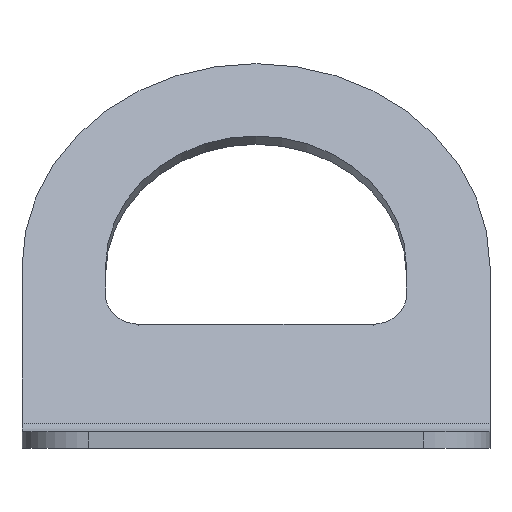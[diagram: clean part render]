
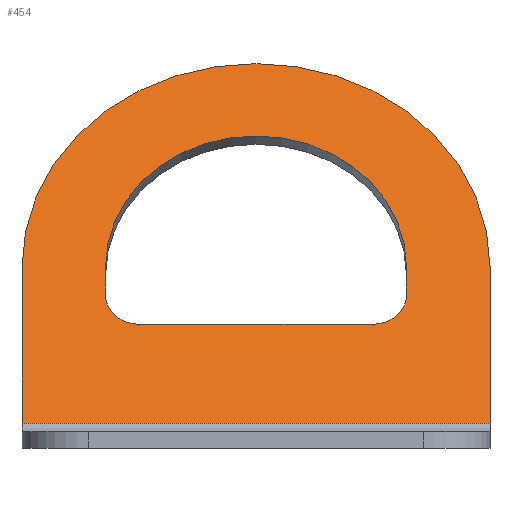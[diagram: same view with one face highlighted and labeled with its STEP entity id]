
A CAD part, front view. The second image highlights one B-rep face of the part: STEP entity #454.
In plain terms, the highlighted planar face has unit normal (0, -0.866, 0.5).
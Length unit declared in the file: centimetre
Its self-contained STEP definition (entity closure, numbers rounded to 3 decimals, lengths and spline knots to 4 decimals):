
#20=FACE_BOUND('',#90,.T.);
#34=PLANE('',#504);
#60=FACE_OUTER_BOUND('',#89,.T.);
#89=EDGE_LOOP('',(#399,#400,#401,#402));
#90=EDGE_LOOP('',(#403,#404,#405,#406,#407,#408));
#118=LINE('',#726,#158);
#122=LINE('',#736,#162);
#125=LINE('',#744,#165);
#128=LINE('',#751,#168);
#129=LINE('',#754,#169);
#132=LINE('',#765,#172);
#158=VECTOR('',#586,0.2286);
#162=VECTOR('',#596,1.);
#165=VECTOR('',#605,1.);
#168=VECTOR('',#614,1.);
#169=VECTOR('',#617,1.);
#172=VECTOR('',#634,1.);
#189=CIRCLE('',#484,2.2225);
#190=CIRCLE('',#487,0.3175);
#191=CIRCLE('',#490,0.3175);
#192=CIRCLE('',#493,1.4288);
#224=VERTEX_POINT('',#719);
#225=VERTEX_POINT('',#720);
#226=VERTEX_POINT('',#725);
#227=VERTEX_POINT('',#729);
#228=VERTEX_POINT('',#730);
#229=VERTEX_POINT('',#735);
#230=VERTEX_POINT('',#739);
#231=VERTEX_POINT('',#743);
#232=VERTEX_POINT('',#747);
#233=VERTEX_POINT('',#753);
#270=EDGE_CURVE('',#224,#225,#189,.T.);
#273=EDGE_CURVE('',#226,#225,#118,.T.);
#275=EDGE_CURVE('',#227,#228,#190,.T.);
#278=EDGE_CURVE('',#229,#228,#122,.T.);
#280=EDGE_CURVE('',#229,#230,#191,.T.);
#282=EDGE_CURVE('',#231,#230,#125,.T.);
#284=EDGE_CURVE('',#232,#231,#192,.T.);
#286=EDGE_CURVE('',#227,#232,#128,.T.);
#287=EDGE_CURVE('',#233,#226,#129,.T.);
#294=EDGE_CURVE('',#224,#233,#132,.T.);
#399=ORIENTED_EDGE('',*,*,#270,.F.);
#400=ORIENTED_EDGE('',*,*,#294,.T.);
#401=ORIENTED_EDGE('',*,*,#287,.T.);
#402=ORIENTED_EDGE('',*,*,#273,.T.);
#403=ORIENTED_EDGE('',*,*,#282,.T.);
#404=ORIENTED_EDGE('',*,*,#280,.F.);
#405=ORIENTED_EDGE('',*,*,#278,.T.);
#406=ORIENTED_EDGE('',*,*,#275,.F.);
#407=ORIENTED_EDGE('',*,*,#286,.T.);
#408=ORIENTED_EDGE('',*,*,#284,.T.);
#454=ADVANCED_FACE('',(#60,#20),#34,.T.);
#484=AXIS2_PLACEMENT_3D('',#721,#580,#581);
#487=AXIS2_PLACEMENT_3D('',#731,#590,#591);
#490=AXIS2_PLACEMENT_3D('',#740,#600,#601);
#493=AXIS2_PLACEMENT_3D('',#748,#609,#610);
#504=AXIS2_PLACEMENT_3D('',#768,#638,#639);
#580=DIRECTION('center_axis',(0.,0.866,-0.5));
#581=DIRECTION('ref_axis',(-0.707,0.354,0.612));
#586=DIRECTION('',(0.,0.5,0.866));
#590=DIRECTION('center_axis',(0.,-0.866,0.5));
#591=DIRECTION('ref_axis',(-0.707,-0.354,-0.612));
#596=DIRECTION('',(-1.,0.,0.));
#600=DIRECTION('center_axis',(0.,-0.866,0.5));
#601=DIRECTION('ref_axis',(0.707,-0.354,-0.612));
#605=DIRECTION('',(0.,-0.5,-0.866));
#609=DIRECTION('center_axis',(0.,0.866,-0.5));
#610=DIRECTION('ref_axis',(1.,0.,0.));
#614=DIRECTION('',(0.,0.5,0.866));
#617=DIRECTION('',(1.,0.,0.));
#634=DIRECTION('',(0.,-0.5,-0.866));
#638=DIRECTION('center_axis',(0.,-0.866,0.5));
#639=DIRECTION('ref_axis',(1.,0.,0.));
#719=CARTESIAN_POINT('',(-2.2225,8.435,1.7292));
#720=CARTESIAN_POINT('',(2.2225,8.435,1.7292));
#721=CARTESIAN_POINT('Origin',(0.,8.435,1.7292));
#725=CARTESIAN_POINT('',(2.2225,7.5742,0.2381));
#726=CARTESIAN_POINT('',(2.2225,7.2151,-0.3838));
#729=CARTESIAN_POINT('',(-1.4288,8.2763,1.4542));
#730=CARTESIAN_POINT('',(-1.1113,8.1175,1.1792));
#731=CARTESIAN_POINT('Origin',(-1.1113,8.2763,1.4542));
#735=CARTESIAN_POINT('',(1.1113,8.1175,1.1792));
#736=CARTESIAN_POINT('',(0.7144,8.1175,1.1792));
#739=CARTESIAN_POINT('',(1.4288,8.2763,1.4542));
#740=CARTESIAN_POINT('Origin',(1.1113,8.2763,1.4542));
#743=CARTESIAN_POINT('',(1.4288,8.435,1.7292));
#744=CARTESIAN_POINT('',(1.4288,8.4677,1.7858));
#747=CARTESIAN_POINT('',(-1.4288,8.435,1.7292));
#748=CARTESIAN_POINT('Origin',(0.,8.435,1.7292));
#751=CARTESIAN_POINT('',(-1.4288,8.3089,1.5108));
#753=CARTESIAN_POINT('',(-2.2225,7.5742,0.2381));
#754=CARTESIAN_POINT('',(0.,7.5742,0.2381));
#765=CARTESIAN_POINT('',(-2.2225,7.5742,0.2381));
#768=CARTESIAN_POINT('Origin',(0.,8.5004,1.8424));
